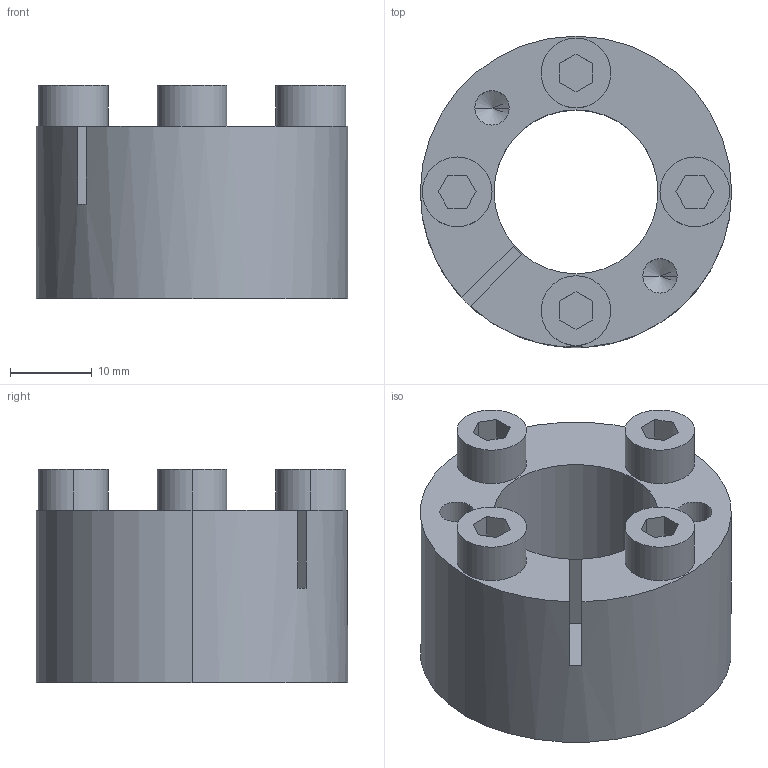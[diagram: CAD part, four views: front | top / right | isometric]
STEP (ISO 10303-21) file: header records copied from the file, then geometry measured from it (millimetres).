
FILE_DESCRIPTION (( 'STEP AP214' ), '1' );
FILE_NAME ('RS01-SS20x38.STEP', '2013-05-22T07:51:08', ( '' ), ( '' ), 'SwSTEP 2.0', 'SolidWorks 2010', '' );
FILE_SCHEMA (( 'AUTOMOTIVE_DESIGN' ));
Length unit declared in the file: millimetre
Products named in the file (1): RS01-SS20x38
Bounding box: 38 x 38 x 26 mm (x, y, z)
Volume: 17605.9 mm3; surface area: 6765 mm2
Topology: 1 solids, 1 shells, 58 faces, 140 edges, 90 vertices
Faces by surface type: plane 38, cylinder 16, cone 4
Entity records: 2180 total; most frequent: DIRECTION 288, CARTESIAN_POINT 285, ORIENTED_EDGE 272, EDGE_CURVE 136, VECTOR 102, LINE 102, AXIS2_PLACEMENT_3D 93, VERTEX_POINT 90
